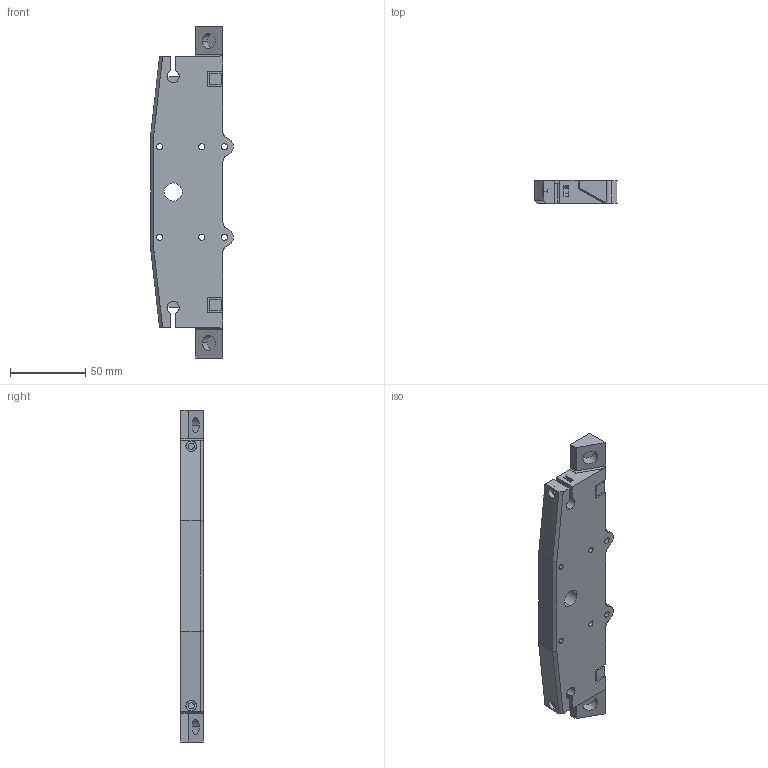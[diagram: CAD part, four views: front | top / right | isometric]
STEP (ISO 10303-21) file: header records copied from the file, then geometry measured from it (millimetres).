
FILE_DESCRIPTION (( 'STEP AP203' ), '1' );
FILE_NAME ('Podnoœnik góra x1.STEP', '2025-04-23T19:04:16', ( '' ), ( '' ), 'SwSTEP 2.0', 'SolidWorks 2024', '' );
FILE_SCHEMA (( 'CONFIG_CONTROL_DESIGN' ));
Length unit declared in the file: millimetre
Products named in the file (1): Podnośnik góra x1
Bounding box: 54.98 x 15 x 220 mm (x, y, z)
Volume: 125770.1 mm3; surface area: 30264.8 mm2
Topology: 1 solids, 1 shells, 118 faces, 312 edges, 206 vertices
Faces by surface type: plane 71, cylinder 47
Entity records: 3791 total; most frequent: CARTESIAN_POINT 649, DIRECTION 640, ORIENTED_EDGE 624, EDGE_CURVE 312, VECTOR 214, LINE 214, AXIS2_PLACEMENT_3D 213, VERTEX_POINT 206
